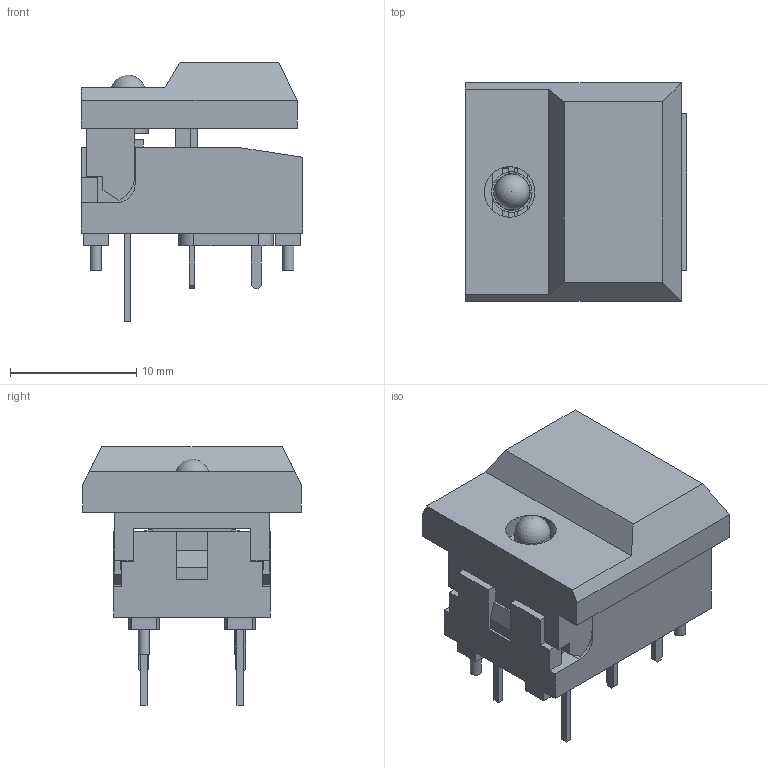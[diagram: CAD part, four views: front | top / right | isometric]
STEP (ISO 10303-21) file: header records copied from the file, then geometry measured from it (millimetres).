
FILE_DESCRIPTION((' '),'2;1');
FILE_NAME('5511MBLKxxx.stp','2017-07-26T10:58:03',(' '),(' '),' ','ACIS',' ');
FILE_SCHEMA(('CONFIG_CONTROL_DESIGN'));
Length unit declared in the file: inch
Products named in the file (3): 5511MBLKxxx.stp; Body1; Body2
Assembly tree (2 placements, depth 2):
  5511MBLKxxx.stp
    Body1
    Body2
Bounding box: 17.5 x 17.3 x 20.5 mm (x, y, z)
Volume: 2121.4 mm3; surface area: 2566 mm2
Topology: 2 solids, 2 shells, 260 faces, 741 edges, 491 vertices
Faces by surface type: plane 225, cylinder 33, sphere 1, cone 1
Full cylindrical faces by diameter (mm): 0.7 x2, 0.9 x2, 1.2 x3, 3.2 x1, 4 x1
Entity records: 8711 total; most frequent: CARTESIAN_POINT 1480, ORIENTED_EDGE 1454, DIRECTION 1325, EDGE_CURVE 727, VECTOR 659, LINE 659, VERTEX_POINT 488, AXIS2_PLACEMENT_3D 333
